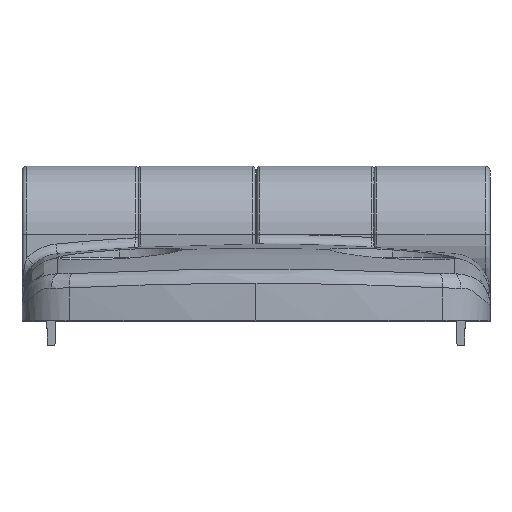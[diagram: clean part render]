
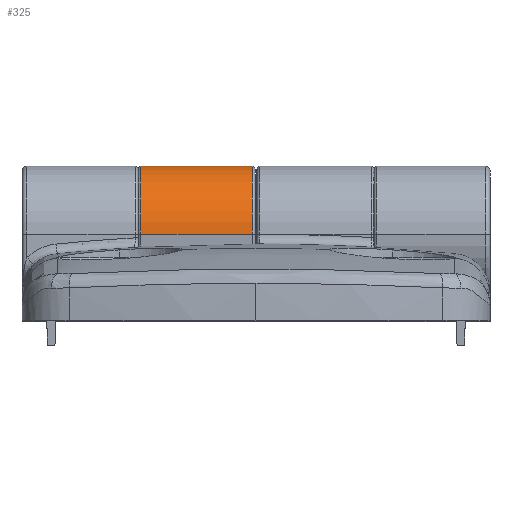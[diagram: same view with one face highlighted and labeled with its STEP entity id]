
A CAD part, top view. The second image highlights one B-rep face of the part: STEP entity #325.
In plain terms, the highlighted cylindrical face has radius 7 mm (diameter 14 mm), a partial arc.
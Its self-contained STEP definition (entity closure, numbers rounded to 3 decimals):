
#325=ADVANCED_FACE('NONE',(#860),#861,.T.);
#860=FACE_OUTER_BOUND('',#1609,.T.);
#861=CYLINDRICAL_SURFACE('',#1610,7.0);
#1609=EDGE_LOOP('',(#4036,#4037,#4038,#4039));
#1610=AXIS2_PLACEMENT_3D('',#4040,#4041,#4042);
#4036=ORIENTED_EDGE('',*,*,#5791,.F.);
#4037=ORIENTED_EDGE('',*,*,#5727,.T.);
#4038=ORIENTED_EDGE('',*,*,#5909,.T.);
#4039=ORIENTED_EDGE('',*,*,#5735,.T.);
#4040=CARTESIAN_POINT('',(24.0,8.9,0.0));
#4041=DIRECTION('',(1.0,0.0,-0.0));
#4042=DIRECTION('',(0.0,0.0,1.0));
#5727=EDGE_CURVE('NONE',#6559,#6563,#6565,.T.);
#5735=EDGE_CURVE('NONE',#6579,#6576,#6580,.T.);
#5791=EDGE_CURVE('NONE',#6559,#6576,#6671,.T.);
#5909=EDGE_CURVE('NONE',#6563,#6579,#6877,.T.);
#6559=VERTEX_POINT('NONE',#7849);
#6563=VERTEX_POINT('NONE',#7853);
#6565=CIRCLE('',#7855,7.0);
#6576=VERTEX_POINT('NONE',#7866);
#6579=VERTEX_POINT('NONE',#7869);
#6580=CIRCLE('',#7870,7.0);
#6671=LINE('',#8012,#8013);
#6877=LINE('',#8507,#8508);
#7849=CARTESIAN_POINT('',(-0.4,8.9,7.0));
#7853=CARTESIAN_POINT('',(-0.4,8.9,-7.0));
#7855=AXIS2_PLACEMENT_3D('',#10984,#10985,#10986);
#7866=CARTESIAN_POINT('',(-11.8,8.9,7.0));
#7869=CARTESIAN_POINT('',(-11.8,8.9,-7.0));
#7870=AXIS2_PLACEMENT_3D('',#11002,#11003,#11004);
#8012=CARTESIAN_POINT('',(24.0,8.9,7.0));
#8013=VECTOR('',#11090,1000.0);
#8507=CARTESIAN_POINT('',(24.0,8.9,-7.0));
#8508=VECTOR('',#11206,1000.0);
#10984=CARTESIAN_POINT('',(-0.4,8.9,0.0));
#10985=DIRECTION('',(-1.0,0.0,-0.0));
#10986=DIRECTION('',(0.0,0.0,-1.0));
#11002=CARTESIAN_POINT('',(-11.8,8.9,0.0));
#11003=DIRECTION('',(1.0,-0.0,0.0));
#11004=DIRECTION('',(0.0,0.0,-1.0));
#11090=DIRECTION('',(-1.0,-0.0,-0.0));
#11206=DIRECTION('',(-1.0,-0.0,-0.0));
